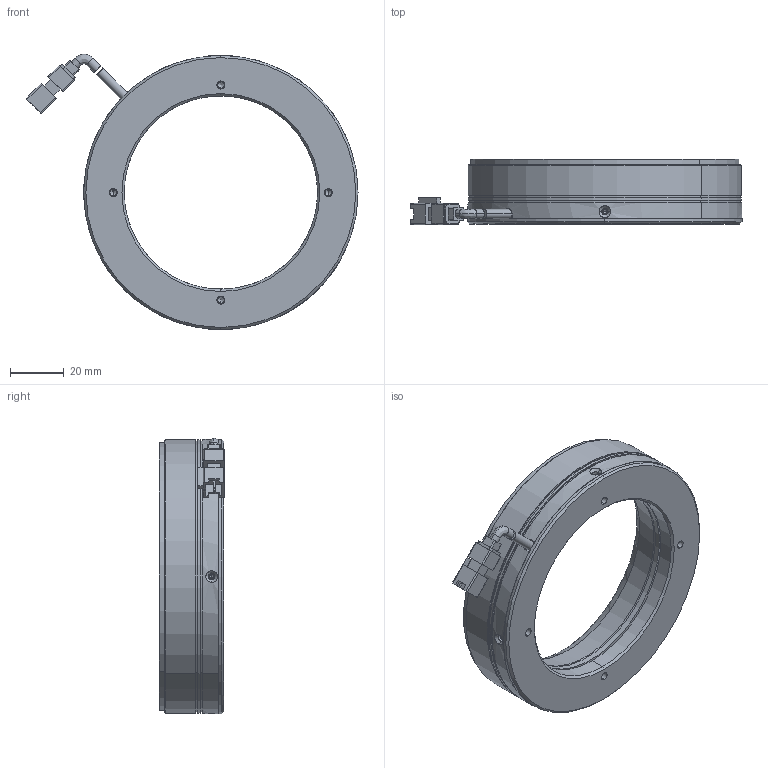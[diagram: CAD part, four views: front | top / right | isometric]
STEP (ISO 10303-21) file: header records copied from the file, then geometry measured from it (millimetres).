
FILE_DESCRIPTION (( 'STEP AP214' ), '1' );
FILE_NAME ('660029-G.STEP', '2019-04-02T06:27:31', ( 'user' ), ( '微软中国' ), 'SwSTEP 2.0', 'SolidWorks 2016', '' );
FILE_SCHEMA (( 'AUTOMOTIVE_DESIGN' ));
Length unit declared in the file: millimetre
Products named in the file (1): 660029-G
Bounding box: 123.48 x 24.3 x 102.4 mm (x, y, z)
Volume: 59476.6 mm3; surface area: 60227 mm2
Topology: 111 solids, 111 shells, 2068 faces, 4970 edges, 3243 vertices
Faces by surface type: plane 1343, cylinder 545, bspline 118, cone 62
Entity records: 85511 total; most frequent: CARTESIAN_POINT 13694, DIRECTION 9866, ORIENTED_EDGE 9488, EDGE_CURVE 4744, VECTOR 3304, LINE 3304, AXIS2_PLACEMENT_3D 3281, VERTEX_POINT 3243
